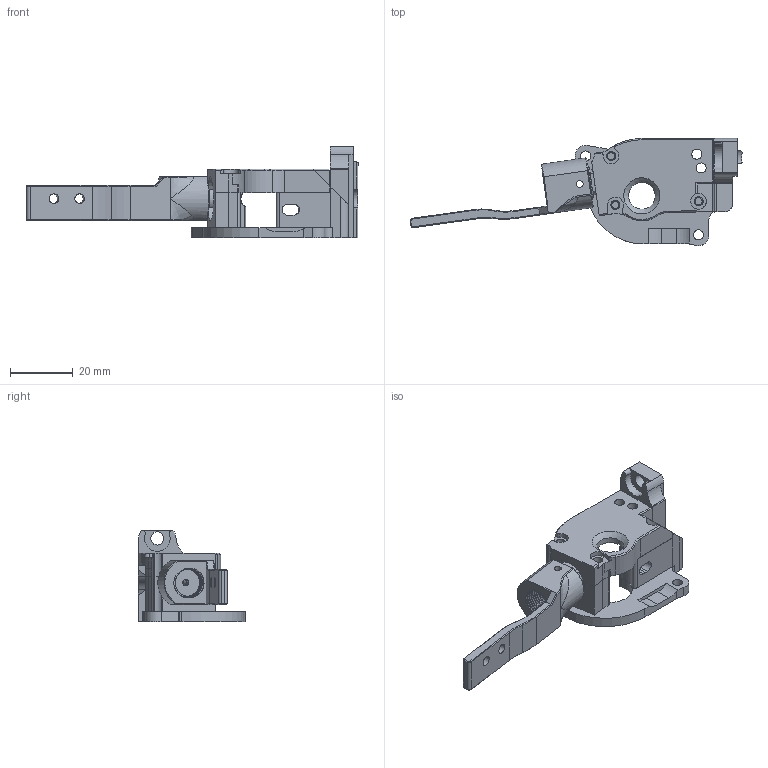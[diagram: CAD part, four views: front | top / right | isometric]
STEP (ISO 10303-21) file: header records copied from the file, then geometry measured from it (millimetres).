
FILE_DESCRIPTION(/* description */ (''),/* implementation_level */ '2;1');
FILE_NAME(/* name */ 'Extruder Swiveling Drag Chain v15.step',/* time_stamp */ '2024-09-06T16:28:49+02:00',/* author */ (''),/* organization */ (''),/* preprocessor_version */ 'ST-DEVELOPER v20',/* originating_system */ 'Autodesk Translation Framework v13.14.0.145',/* authorisation */ '');
FILE_SCHEMA (('AUTOMOTIVE_DESIGN { 1 0 10303 214 3 1 1 }'));
Length unit declared in the file: millimetre
Products named in the file (1): Extruder Swiveling Drag Chain
Bounding box: 105.84 x 34.14 x 29.25 mm (x, y, z)
Volume: 15970.8 mm3; surface area: 11773.7 mm2
Topology: 4 solids, 4 shells, 297 faces, 809 edges, 523 vertices
Faces by surface type: plane 134, cylinder 125, cone 26, bspline 12
Full cylindrical faces by diameter (mm): 2 x4, 2.2 x3, 2.3 x3, 2.5 x1, 2.9 x3, 3 x1, 3.1 x2, 3.2 x4, 4 x1, 4.2 x1, 5 x1, 8.5 x1, 9.728 x7, 10 x1
Entity records: 14017 total; most frequent: CARTESIAN_POINT 6370, ORIENTED_EDGE 1614, DIRECTION 1572, EDGE_CURVE 807, AXIS2_PLACEMENT_3D 562, VERTEX_POINT 523, LINE 448, VECTOR 448
